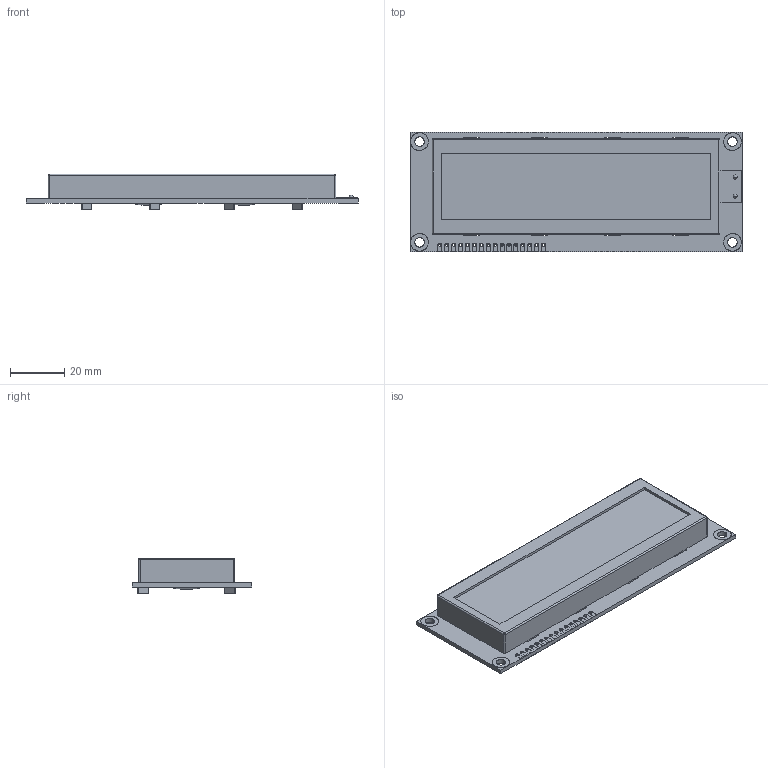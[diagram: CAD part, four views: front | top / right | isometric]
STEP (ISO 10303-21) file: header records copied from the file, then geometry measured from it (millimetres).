
FILE_DESCRIPTION (( 'STEP AP214' ), '1' );
FILE_NAME ('User Library-WH1602L.STEP', '2015-07-04T20:20:47', ( 'Windows User' ), ( '' ), 'SwSTEP 2.0', 'SolidWorks 2015', '' );
FILE_SCHEMA (( 'AUTOMOTIVE_DESIGN' ));
Length unit declared in the file: millimetre
Products named in the file (1): User Library-WH1602L
Bounding box: 122 x 44 x 13.1 mm (x, y, z)
Surface area: 14436.8 mm2 (no closed solid volume)
Topology: 0 solids, 3 shells, 636 faces, 1739 edges, 1144 vertices
Faces by surface type: plane 344, cylinder 282, bspline 10
Entity records: 29759 total; most frequent: CARTESIAN_POINT 6771, ORIENTED_EDGE 3454, DIRECTION 3074, EDGE_CURVE 1727, VERTEX_POINT 1144, LINE 1092, VECTOR 1092, AXIS2_PLACEMENT_3D 991
